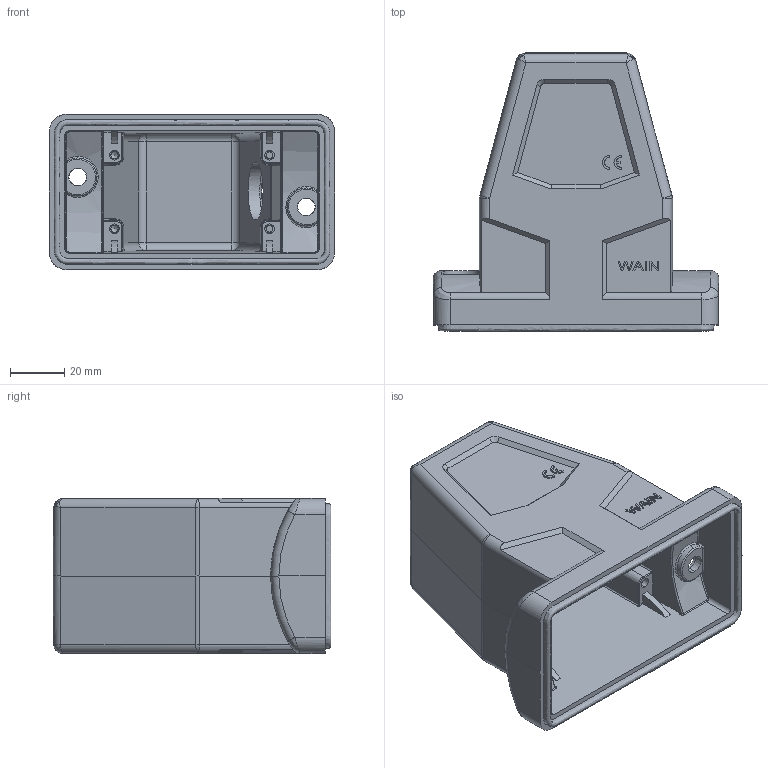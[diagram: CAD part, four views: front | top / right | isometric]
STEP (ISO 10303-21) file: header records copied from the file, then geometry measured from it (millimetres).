
FILE_DESCRIPTION(/* description */ (''),/* implementation_level */ '2;1');
FILE_NAME(/* name */ '3D_1140105205010_HC10B-SEH-2S-PG16_V1.1.stp',/* time_stamp */ '2024-01-27T16:35:46+08:00',/* author */ (''),/* organization */ (''),/* preprocessor_version */ 'ST-DEVELOPER v18.1',/* originating_system */ 'SIEMENS PLM Software NX 1980',/* authorisation */ '');
FILE_SCHEMA (('AUTOMOTIVE_DESIGN { 1 0 10303 214 3 1 1 1 }'));
Length unit declared in the file: millimetre
Products named in the file (1): B.HC10B-BEH-2S_stp55
Bounding box: 105 x 102.13 x 57 mm (x, y, z)
Volume: 135084 mm3; surface area: 57739.7 mm2
Topology: 2 solids, 2 shells, 445 faces, 1143 edges, 705 vertices
Faces by surface type: plane 188, cylinder 151, bspline 50, torus 20, sphere 20, cone 16
Full cylindrical faces by diameter (mm): 2.67 x2, 21.3 x1
Entity records: 19640 total; most frequent: CARTESIAN_POINT 9786, ORIENTED_EDGE 2220, DIRECTION 1743, EDGE_CURVE 1110, VERTEX_POINT 702, AXIS2_PLACEMENT_3D 609, LINE 525, VECTOR 525
